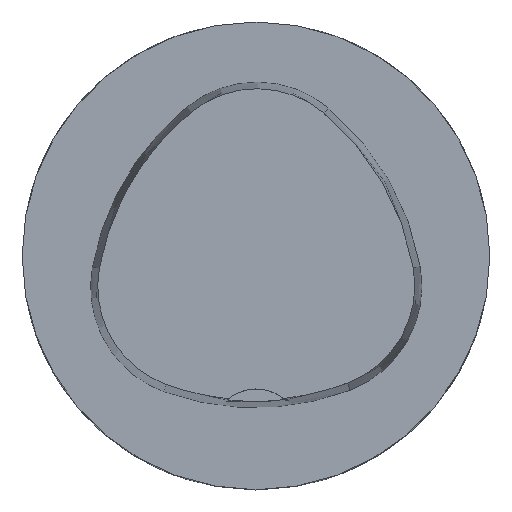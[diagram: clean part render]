
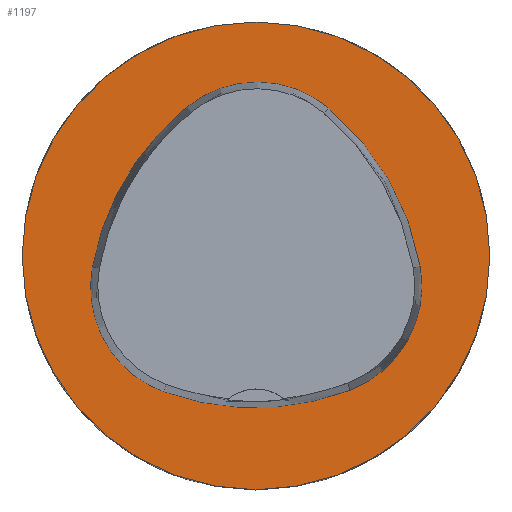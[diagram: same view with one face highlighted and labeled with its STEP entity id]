
A CAD part, top view. The second image highlights one B-rep face of the part: STEP entity #1197.
In plain terms, the highlighted planar face has unit normal (0, 0, 1).
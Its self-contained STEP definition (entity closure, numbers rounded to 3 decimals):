
#375=PLANE('',#6435);
#1197=ADVANCED_FACE('',(#2174,#2175),#375,.T.);
#2174=FACE_BOUND('',#2570,.T.);
#2175=FACE_BOUND('',#2571,.T.);
#2570=EDGE_LOOP('',(#4068,#4069,#4070,#4071,#4072,#4073));
#2571=EDGE_LOOP('',(#4074));
#4068=ORIENTED_EDGE('',*,*,#5454,.T.);
#4069=ORIENTED_EDGE('',*,*,#5434,.T.);
#4070=ORIENTED_EDGE('',*,*,#5438,.T.);
#4071=ORIENTED_EDGE('',*,*,#5441,.T.);
#4072=ORIENTED_EDGE('',*,*,#5444,.T.);
#4073=ORIENTED_EDGE('',*,*,#5452,.T.);
#4074=ORIENTED_EDGE('',*,*,#4721,.F.);
#4164=VERTEX_POINT('',#8182);
#4679=VERTEX_POINT('',#25695);
#4680=VERTEX_POINT('',#25696);
#4683=VERTEX_POINT('',#25704);
#4685=VERTEX_POINT('',#25710);
#4687=VERTEX_POINT('',#25716);
#4694=VERTEX_POINT('',#25737);
#4721=EDGE_CURVE('',#4164,#4164,#5488,.T.);
#5434=EDGE_CURVE('',#4679,#4680,#5617,.T.);
#5438=EDGE_CURVE('',#4680,#4683,#5619,.T.);
#5441=EDGE_CURVE('',#4683,#4685,#5621,.T.);
#5444=EDGE_CURVE('',#4685,#4687,#5623,.T.);
#5452=EDGE_CURVE('',#4687,#4694,#5627,.T.);
#5454=EDGE_CURVE('',#4694,#4679,#5629,.T.);
#5488=CIRCLE('',#5792,31.5);
#5617=CIRCLE('',#6413,36.);
#5619=CIRCLE('',#6416,15.);
#5621=CIRCLE('',#6419,36.);
#5623=CIRCLE('',#6422,15.);
#5627=CIRCLE('',#6427,36.);
#5629=CIRCLE('',#6430,15.);
#5792=AXIS2_PLACEMENT_3D('',#8181,#6516,#6517);
#6413=AXIS2_PLACEMENT_3D('',#25694,#7996,#7997);
#6416=AXIS2_PLACEMENT_3D('',#25703,#8004,#8005);
#6419=AXIS2_PLACEMENT_3D('',#25709,#8011,#8012);
#6422=AXIS2_PLACEMENT_3D('',#25715,#8018,#8019);
#6427=AXIS2_PLACEMENT_3D('',#25738,#8030,#8031);
#6430=AXIS2_PLACEMENT_3D('',#25741,#8036,#8037);
#6435=AXIS2_PLACEMENT_3D('',#25746,#8046,#8047);
#6516=DIRECTION('',(0.,0.,-1.));
#6517=DIRECTION('',(-1.,0.,0.));
#7996=DIRECTION('',(0.,0.,-1.));
#7997=DIRECTION('',(-1.,0.,0.));
#8004=DIRECTION('',(0.,0.,-1.));
#8005=DIRECTION('',(-1.,0.,0.));
#8011=DIRECTION('',(0.,0.,-1.));
#8012=DIRECTION('',(-1.,0.,0.));
#8018=DIRECTION('',(0.,0.,-1.));
#8019=DIRECTION('',(-1.,0.,0.));
#8030=DIRECTION('',(0.,0.,-1.));
#8031=DIRECTION('',(-1.,0.,0.));
#8036=DIRECTION('',(0.,0.,-1.));
#8037=DIRECTION('',(-1.,0.,0.));
#8046=DIRECTION('',(0.,0.,1.));
#8047=DIRECTION('',(1.,0.,0.));
#8181=CARTESIAN_POINT('',(0.,0.,0.));
#8182=CARTESIAN_POINT('',(-31.5,0.,0.));
#25694=CARTESIAN_POINT('',(13.398,-7.893,0.));
#25695=CARTESIAN_POINT('',(-22.041,-1.562,0.));
#25696=CARTESIAN_POINT('',(-9.317,20.036,0.));
#25703=CARTESIAN_POINT('',(0.148,8.399,0.));
#25704=CARTESIAN_POINT('',(9.779,19.898,0.));
#25709=CARTESIAN_POINT('',(-13.337,-7.7,0.));
#25710=CARTESIAN_POINT('',(22.122,-1.48,0.));
#25715=CARTESIAN_POINT('',(7.347,-4.071,0.));
#25716=CARTESIAN_POINT('',(12.693,-18.087,0.));
#25737=CARTESIAN_POINT('',(-12.373,-18.307,0.));
#25738=CARTESIAN_POINT('',(-0.137,15.55,0.));
#25741=CARTESIAN_POINT('',(-7.275,-4.2,0.));
#25746=CARTESIAN_POINT('',(0.,0.,0.));
